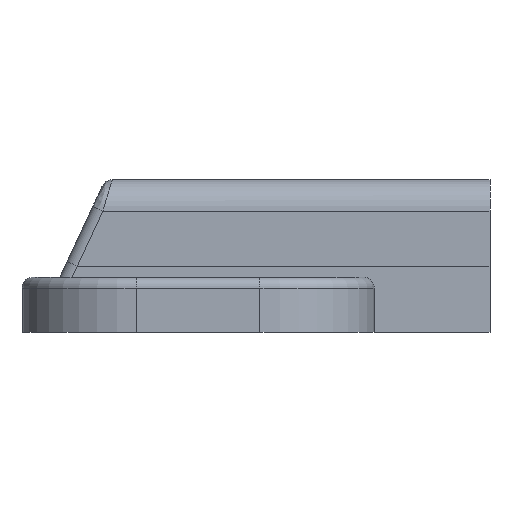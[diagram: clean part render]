
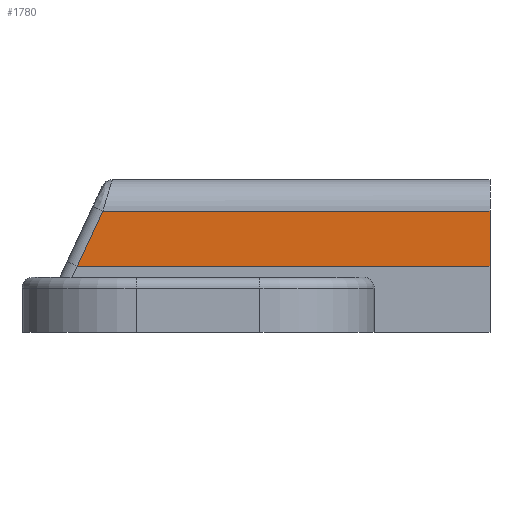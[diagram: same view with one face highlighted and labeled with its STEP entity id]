
A CAD part, front view. The second image highlights one B-rep face of the part: STEP entity #1780.
In plain terms, the highlighted planar face has unit normal (0, -1, 0).
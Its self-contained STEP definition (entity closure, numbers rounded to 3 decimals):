
#326=FACE_OUTER_BOUND('',#440,.T.);
#440=EDGE_LOOP('',(#1631,#1632,#1633,#1634));
#489=LINE('',#2806,#622);
#524=LINE('',#3043,#657);
#573=LINE('',#3283,#706);
#574=LINE('',#3286,#707);
#622=VECTOR('',#2149,10.);
#657=VECTOR('',#2318,10.);
#706=VECTOR('',#2571,10.);
#707=VECTOR('',#2576,10.);
#751=VERTEX_POINT('',#2692);
#767=VERTEX_POINT('',#2797);
#823=VERTEX_POINT('',#3041);
#870=VERTEX_POINT('',#3282);
#944=EDGE_CURVE('',#751,#767,#489,.T.);
#1026=EDGE_CURVE('',#823,#751,#524,.T.);
#1126=EDGE_CURVE('',#870,#767,#573,.T.);
#1128=EDGE_CURVE('',#823,#870,#574,.T.);
#1631=ORIENTED_EDGE('',*,*,#944,.F.);
#1632=ORIENTED_EDGE('',*,*,#1026,.F.);
#1633=ORIENTED_EDGE('',*,*,#1128,.T.);
#1634=ORIENTED_EDGE('',*,*,#1126,.T.);
#1678=PLANE('',#2011);
#1780=ADVANCED_FACE('',(#326),#1678,.T.);
#2011=AXIS2_PLACEMENT_3D('',#3285,#2574,#2575);
#2149=DIRECTION('',(0.423,0.,0.906));
#2318=DIRECTION('',(-1.,0.,0.));
#2571=DIRECTION('',(-1.,0.,0.));
#2574=DIRECTION('center_axis',(0.,-1.,
0.));
#2575=DIRECTION('ref_axis',(0.,0.,1.));
#2576=DIRECTION('',(0.,0.,1.));
#2692=CARTESIAN_POINT('',(-82.693,4.15,-47.013));
#2797=CARTESIAN_POINT('',(-80.361,4.15,-42.013));
#2806=CARTESIAN_POINT('',(-78.679,4.15,-38.405));
#3041=CARTESIAN_POINT('',(-45.195,4.15,-47.013));
#3043=CARTESIAN_POINT('',(-45.195,4.15,-47.013));
#3282=CARTESIAN_POINT('',(-45.195,4.15,-42.013));
#3283=CARTESIAN_POINT('',(-45.195,4.15,-42.013));
#3285=CARTESIAN_POINT('Origin',(-45.195,4.15,-47.013));
#3286=CARTESIAN_POINT('',(-45.195,4.15,-47.013));
